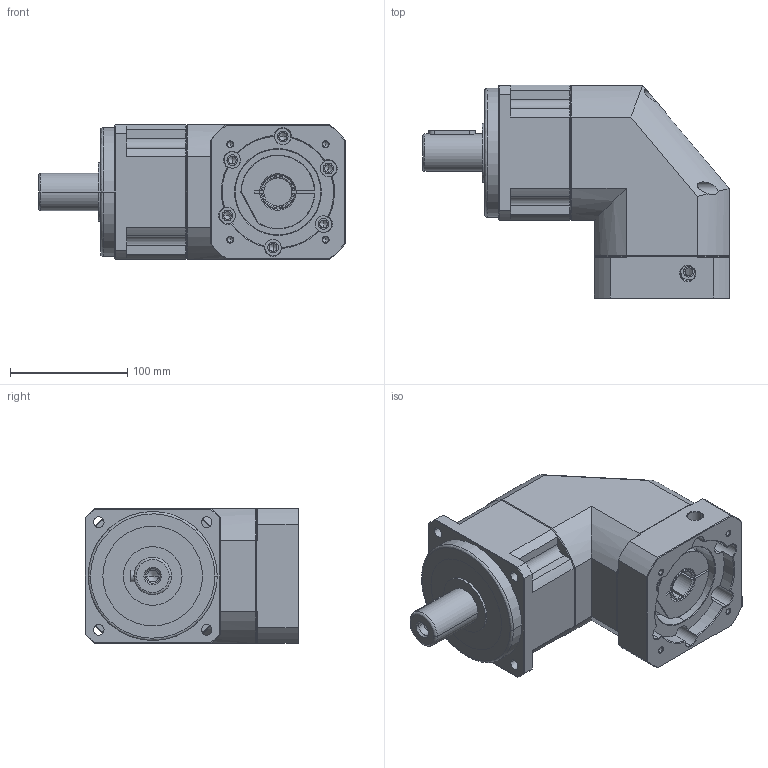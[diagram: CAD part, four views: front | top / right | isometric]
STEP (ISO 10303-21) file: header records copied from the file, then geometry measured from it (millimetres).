
FILE_DESCRIPTION (( 'STEP AP214' ), '1' );
FILE_NAME ('SBL115-L1-24-95-115-M6-M8.STEP', '2022-07-01T02:05:17', ( 'admin' ), ( '' ), 'SwSTEP 2.0', 'SolidWorks 2013', '' );
FILE_SCHEMA (( 'AUTOMOTIVE_DESIGN' ));
Length unit declared in the file: millimetre
Products named in the file (5): SBL115-L1-24-95-115-M6-M8; SBL115-95-115M6; SBL115_X2_8F9351658F7495017D2773AF_X0_-24; SBL115-24; SB115_X2_8F9351FA7AEF_X0_
Assembly tree (4 placements, depth 2):
  SBL115-L1-24-95-115-M6-M8
    SB115_X2_8F9351FA7AEF_X0_
    SBL115-24
    SBL115_X2_8F9351658F7495017D2773AF_X0_-24
    SBL115-95-115M6
Bounding box: 261.5 x 182 x 115 mm (x, y, z)
Volume: 2507754.4 mm3; surface area: 272149.4 mm2
Topology: 6 solids, 6 shells, 458 faces, 1163 edges, 720 vertices
Faces by surface type: cylinder 184, plane 158, cone 100, bspline 16
Entity records: 20254 total; most frequent: CARTESIAN_POINT 4089, DIRECTION 2300, ORIENTED_EDGE 2278, EDGE_CURVE 1139, AXIS2_PLACEMENT_3D 897, VERTEX_POINT 720, EDGE_LOOP 523, LINE 506
